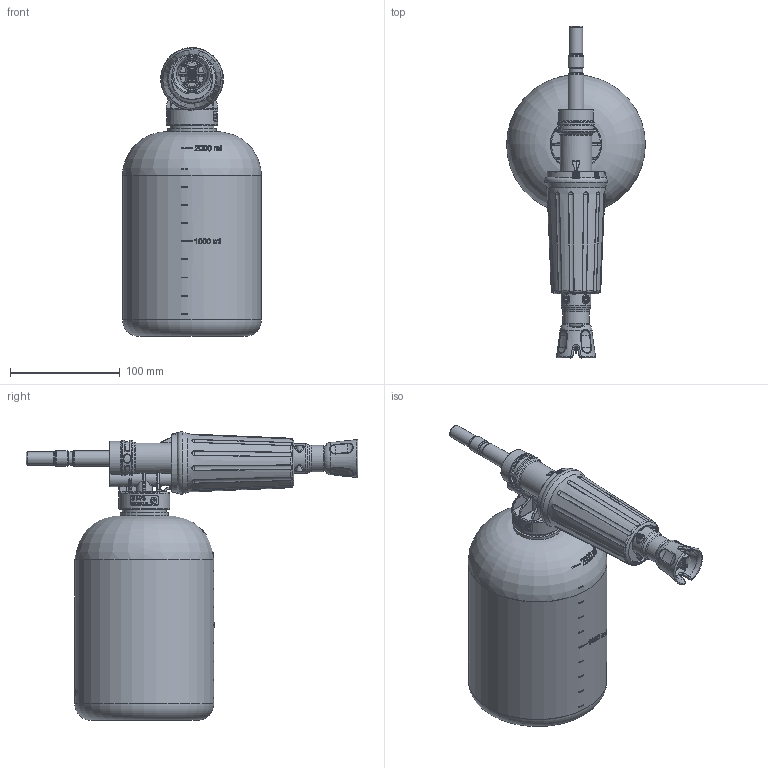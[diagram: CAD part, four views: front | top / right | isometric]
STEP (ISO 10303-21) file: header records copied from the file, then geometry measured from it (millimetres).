
FILE_DESCRIPTION(/* description */ ('Unknown'),/* implementation_level */ '2;1');
FILE_NAME(/* name */ '200073530_Schaumlanze_Niro-Injekt._2_Liter',/* time_stamp */ '2022-11-07T14:32:17+01:00',/* author */ ('Unknown'),/* organization */ ('Unknown'),/* preprocessor_version */ 'ST-DEVELOPER v18.102',/* originating_system */ 'Solid Edge',/* authorisation */ 'Unknown');
FILE_SCHEMA (('AUTOMOTIVE_DESIGN {1 0 10303 214 3 1 1}'));
Products named in the file (1): Part10
Bounding box: 126.25 x 301.79 x 262.47 mm (x, y, z)
Volume: 398241 mm3; surface area: 239347.4 mm2
Topology: 7 solids, 7 shells, 2366 faces, 5960 edges, 3670 vertices
Faces by surface type: plane 694, bspline 678, cylinder 656, torus 187, cone 82, sphere 69
Full cylindrical faces by diameter (mm): 3 x4, 3.2 x2, 3.8 x1, 6 x1, 7 x1, 12 x2, 13.157 x1, 14.3 x2, 16.9 x1, 18 x1, 24 x1, 25 x1, 27 x1, 32 x1, 40 x2, 44 x1, 46.5 x1, 47.6 x1, 124.25 x1, 126.25 x1
Entity records: 114037 total; most frequent: CARTESIAN_POINT 48664, ORIENTED_EDGE 11448, DIRECTION 7982, EDGE_CURVE 5724, VERTEX_POINT 3613, AXIS2_PLACEMENT_3D 3364, B_SPLINE_CURVE_WITH_KNOTS 2786, FACE_BOUND 2621
